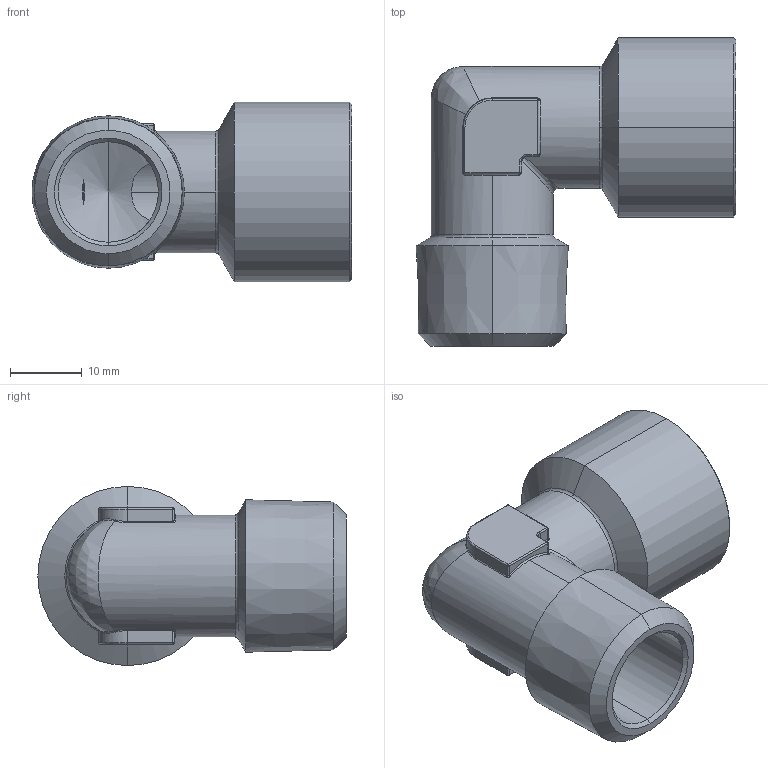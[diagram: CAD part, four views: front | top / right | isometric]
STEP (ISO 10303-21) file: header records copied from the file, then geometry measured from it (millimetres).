
FILE_DESCRIPTION (( 'STEP AP203' ), '1' );
FILE_NAME ('002-X309.STEP', '2013-10-30T15:45:02', ( 'Gabriele' ), ( '' ), 'SwSTEP 2.0', 'SolidWorks 2011', '' );
FILE_SCHEMA (( 'CONFIG_CONTROL_DESIGN' ));
Length unit declared in the file: millimetre
Products named in the file (1): 002-X309
Bounding box: 44.63 x 43 x 25 mm (x, y, z)
Volume: 9503.3 mm3; surface area: 7766.2 mm2
Topology: 1 solids, 1 shells, 123 faces, 283 edges, 153 vertices
Faces by surface type: cylinder 45, bspline 22, cone 20, plane 16, torus 12, sphere 8
Entity records: 3986 total; most frequent: CARTESIAN_POINT 1319, DIRECTION 549, ORIENTED_EDGE 546, EDGE_CURVE 273, AXIS2_PLACEMENT_3D 227, VERTEX_POINT 153, EDGE_LOOP 126, CIRCLE 125
